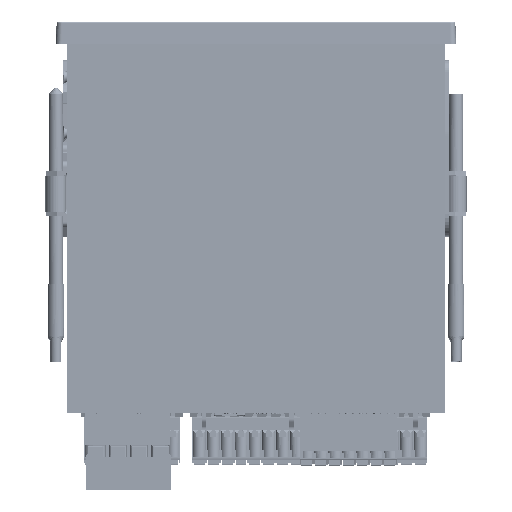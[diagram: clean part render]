
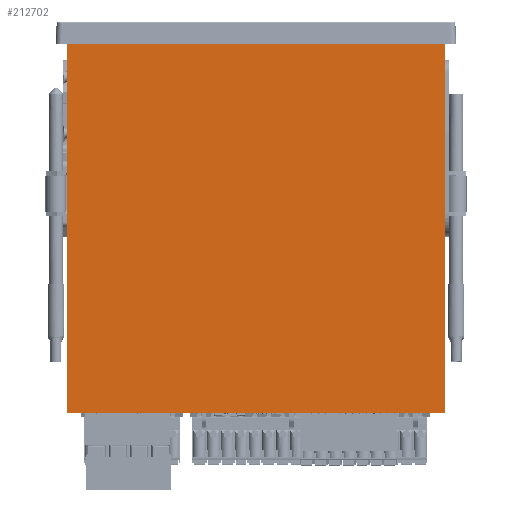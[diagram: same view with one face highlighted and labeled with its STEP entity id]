
A CAD part, front view. The second image highlights one B-rep face of the part: STEP entity #212702.
In plain terms, the highlighted planar face has unit normal (0, -1, 0).
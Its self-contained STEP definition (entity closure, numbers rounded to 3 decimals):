
#5353=LINE('',#297766,#28223);
#5354=LINE('',#297769,#28224);
#5383=LINE('',#297860,#28253);
#5838=LINE('',#308656,#28708);
#28223=VECTOR('',#240842,1000.);
#28224=VECTOR('',#240845,1000.);
#28253=VECTOR('',#240910,1000.);
#28708=VECTOR('',#241385,1000.);
#51092=PLANE('',#223917);
#68788=FACE_OUTER_BOUND('',#80042,.T.);
#80042=EDGE_LOOP('',(#150969,#150970,#150971,#150972));
#97619=VERTEX_POINT('',#297762);
#97620=VERTEX_POINT('',#297764);
#97621=VERTEX_POINT('',#297768);
#97665=VERTEX_POINT('',#297858);
#118346=EDGE_CURVE('',#97619,#97620,#5353,.T.);
#118347=EDGE_CURVE('',#97621,#97620,#5354,.T.);
#118393=EDGE_CURVE('',#97665,#97621,#5383,.T.);
#119450=EDGE_CURVE('',#97619,#97665,#5838,.T.);
#150969=ORIENTED_EDGE('',*,*,#119450,.F.);
#150970=ORIENTED_EDGE('',*,*,#118346,.T.);
#150971=ORIENTED_EDGE('',*,*,#118347,.F.);
#150972=ORIENTED_EDGE('',*,*,#118393,.F.);
#212702=ADVANCED_FACE('',(#68788),#51092,.T.);
#223917=AXIS2_PLACEMENT_3D('',#308999,#241474,#241475);
#240842=DIRECTION('',(-1.,0.,0.));
#240845=DIRECTION('',(0.,0.,1.));
#240910=DIRECTION('',(-1.,0.,0.));
#241385=DIRECTION('',(0.,0.,-1.));
#241474=DIRECTION('center_axis',(0.,-1.,0.));
#241475=DIRECTION('ref_axis',(0.,0.,-1.));
#297762=CARTESIAN_POINT('',(68.,-32.75,108.3));
#297764=CARTESIAN_POINT('',(-68.,-32.75,108.3));
#297766=CARTESIAN_POINT('',(0.,-32.75,108.3));
#297768=CARTESIAN_POINT('',(-68.,-32.75,-24.4));
#297769=CARTESIAN_POINT('',(-68.,-32.75,108.6));
#297858=CARTESIAN_POINT('',(68.,-32.75,-24.4));
#297860=CARTESIAN_POINT('',(0.,-32.75,-24.4));
#308656=CARTESIAN_POINT('',(68.,-32.75,108.6));
#308999=CARTESIAN_POINT('Origin',(68.,-32.75,108.6));
